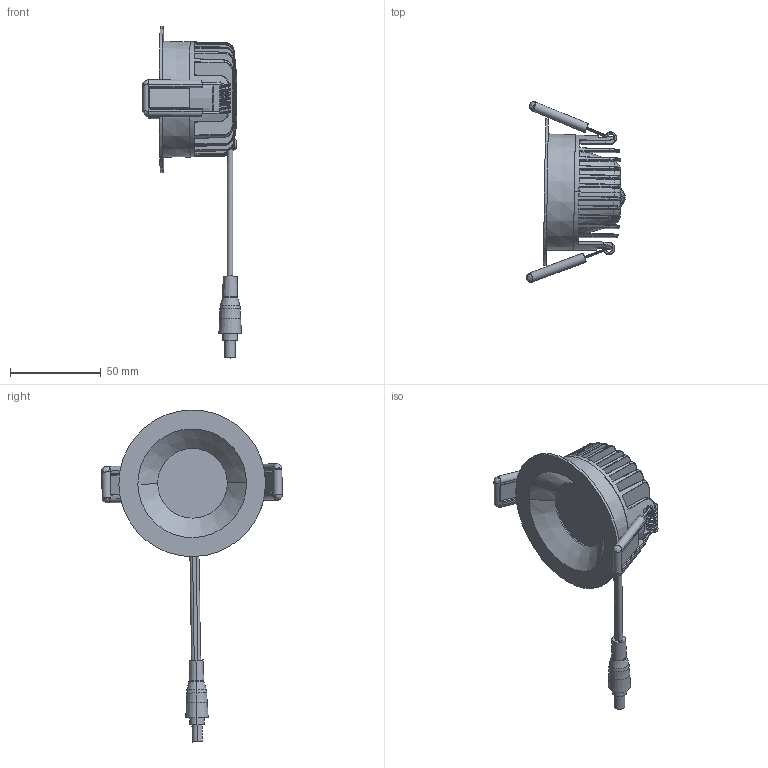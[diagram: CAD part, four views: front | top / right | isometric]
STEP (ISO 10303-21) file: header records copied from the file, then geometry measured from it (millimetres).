
FILE_DESCRIPTION (( 'STEP AP214' ), '1' );
FILE_NAME ('SP FIX 8W.STEP', '2023-02-27T10:15:13', ( '' ), ( '' ), 'SwSTEP 2.0', 'SolidWorks 2020', '' );
FILE_SCHEMA (( 'AUTOMOTIVE_DESIGN' ));
Length unit declared in the file: millimetre
Products named in the file (1): SP FIX 8W
Bounding box: 54.53 x 99.74 x 183.39 mm (x, y, z)
Volume: 70991.9 mm3; surface area: 48491.9 mm2
Topology: 11 solids, 11 shells, 982 faces, 2512 edges, 1551 vertices
Faces by surface type: bspline 364, cylinder 195, plane 189, torus 129, cone 63, sphere 42
Entity records: 80922 total; most frequent: CARTESIAN_POINT 49600, ORIENTED_EDGE 5006, DIRECTION 3119, EDGE_CURVE 2503, VERTEX_POINT 1551, AXIS2_PLACEMENT_3D 1292, B_SPLINE_CURVE_WITH_KNOTS 1265, EDGE_LOOP 998
